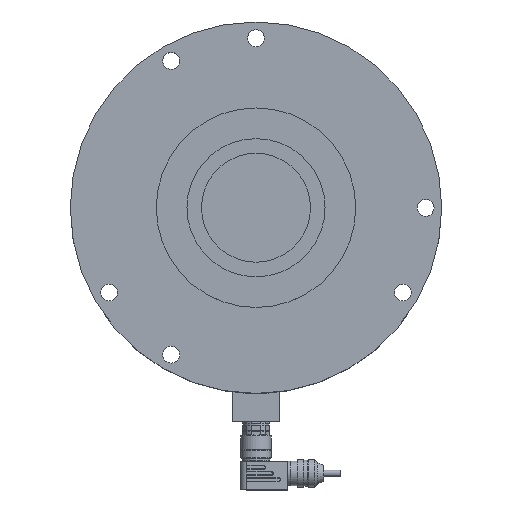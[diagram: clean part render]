
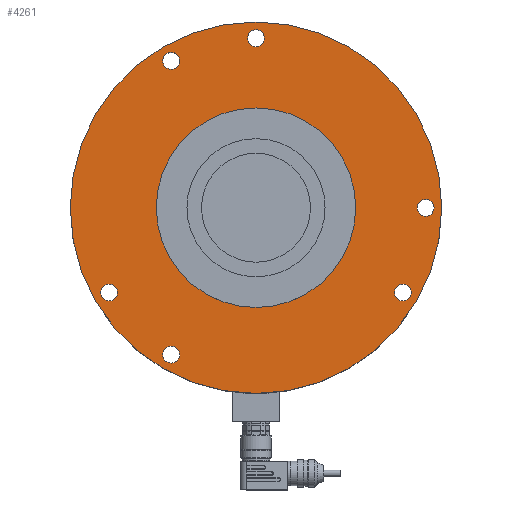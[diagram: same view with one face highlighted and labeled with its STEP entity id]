
A CAD part, top view. The second image highlights one B-rep face of the part: STEP entity #4261.
In plain terms, the highlighted planar face has unit normal (0, 0, 1).
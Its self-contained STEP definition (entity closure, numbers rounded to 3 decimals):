
#25 = FACE_OUTER_BOUND ( 'NONE', #5913, .T. ) ;
#65 = FACE_BOUND ( 'NONE', #8005, .T. ) ;
#163 = ORIENTED_EDGE ( 'NONE', *, *, #2882, .F. ) ;
#345 = ORIENTED_EDGE ( 'NONE', *, *, #2260, .T. ) ;
#488 = DIRECTION ( 'NONE',  ( 1., 0., 0. ) ) ;
#547 = ORIENTED_EDGE ( 'NONE', *, *, #769, .T. ) ;
#584 = EDGE_CURVE ( 'NONE', #6745, #6745, #7487, .T. ) ;
#718 = VERTEX_POINT ( 'NONE', #8485 ) ;
#769 = EDGE_CURVE ( 'NONE', #3508, #3508, #5436, .T. ) ;
#777 = AXIS2_PLACEMENT_3D ( 'NONE', #5796, #6611, #4635 ) ;
#845 = CARTESIAN_POINT ( 'NONE',  ( -49.75, -95.696, 36. ) ) ;
#876 = ORIENTED_EDGE ( 'NONE', *, *, #1573, .T. ) ;
#899 = DIRECTION ( 'NONE',  ( 1., 0., 0. ) ) ;
#954 = AXIS2_PLACEMENT_3D ( 'NONE', #7300, #8494, #5245 ) ;
#994 = EDGE_LOOP ( 'NONE', ( #7425 ) ) ;
#1000 = AXIS2_PLACEMENT_3D ( 'NONE', #5365, #7803, #1916 ) ;
#1128 = DIRECTION ( 'NONE',  ( 0., 0., -1. ) ) ;
#1178 = ORIENTED_EDGE ( 'NONE', *, *, #584, .T. ) ;
#1215 = DIRECTION ( 'NONE',  ( 1., 0., 0. ) ) ;
#1366 = CIRCLE ( 'NONE', #954, 121. ) ;
#1504 = CARTESIAN_POINT ( 'NONE',  ( -55.25, -95.696, 36. ) ) ;
#1573 = EDGE_CURVE ( 'NONE', #7073, #7073, #1366, .T. ) ;
#1593 = CIRCLE ( 'NONE', #3650, 5.5 ) ;
#1597 = EDGE_LOOP ( 'NONE', ( #163 ) ) ;
#1715 = AXIS2_PLACEMENT_3D ( 'NONE', #7560, #4857, #899 ) ;
#1916 = DIRECTION ( 'NONE',  ( 1., 0., 0. ) ) ;
#2003 = PLANE ( 'NONE',  #1000 ) ;
#2176 = CARTESIAN_POINT ( 'NONE',  ( -49.75, 95.696, 36. ) ) ;
#2255 = CARTESIAN_POINT ( 'NONE',  ( 110.5, 0., 36. ) ) ;
#2260 = EDGE_CURVE ( 'NONE', #6313, #6313, #5355, .T. ) ;
#2563 = FACE_BOUND ( 'NONE', #5135, .T. ) ;
#2687 = FACE_BOUND ( 'NONE', #7089, .T. ) ;
#2872 = AXIS2_PLACEMENT_3D ( 'NONE', #3282, #7057, #488 ) ;
#2882 = EDGE_CURVE ( 'NONE', #7252, #7252, #8455, .T. ) ;
#2894 = ORIENTED_EDGE ( 'NONE', *, *, #5215, .T. ) ;
#2954 = CIRCLE ( 'NONE', #7759, 5.5 ) ;
#3282 = CARTESIAN_POINT ( 'NONE',  ( 95.696, -55.25, 36. ) ) ;
#3466 = AXIS2_PLACEMENT_3D ( 'NONE', #4339, #4214, #3691 ) ;
#3508 = VERTEX_POINT ( 'NONE', #2176 ) ;
#3650 = AXIS2_PLACEMENT_3D ( 'NONE', #5817, #8467, #7862 ) ;
#3691 = DIRECTION ( 'NONE',  ( 1., 0., 0. ) ) ;
#3814 = CARTESIAN_POINT ( 'NONE',  ( -65., 0., 36. ) ) ;
#4021 = FACE_BOUND ( 'NONE', #994, .T. ) ;
#4085 = DIRECTION ( 'NONE',  ( 0., 0., -1. ) ) ;
#4138 = EDGE_CURVE ( 'NONE', #718, #718, #4160, .T. ) ;
#4150 = EDGE_LOOP ( 'NONE', ( #547 ) ) ;
#4160 = CIRCLE ( 'NONE', #3466, 5.5 ) ;
#4193 = AXIS2_PLACEMENT_3D ( 'NONE', #1504, #4085, #4695 ) ;
#4214 = DIRECTION ( 'NONE',  ( 0., 0., -1. ) ) ;
#4261 = ADVANCED_FACE ( 'NONE', ( #65, #2687, #4021, #2563, #5965, #8437, #5194, #25 ), #2003, .F. ) ;
#4339 = CARTESIAN_POINT ( 'NONE',  ( -95.696, -55.25, 36. ) ) ;
#4635 = DIRECTION ( 'NONE',  ( -1., 0., 0. ) ) ;
#4695 = DIRECTION ( 'NONE',  ( 1., 0., 0. ) ) ;
#4857 = DIRECTION ( 'NONE',  ( 0., 0., -1. ) ) ;
#4966 = VERTEX_POINT ( 'NONE', #7583 ) ;
#5135 = EDGE_LOOP ( 'NONE', ( #345 ) ) ;
#5194 = FACE_BOUND ( 'NONE', #1597, .T. ) ;
#5215 = EDGE_CURVE ( 'NONE', #8092, #8092, #1593, .T. ) ;
#5245 = DIRECTION ( 'NONE',  ( -1., 0., 0. ) ) ;
#5355 = CIRCLE ( 'NONE', #2872, 5.5 ) ;
#5365 = CARTESIAN_POINT ( 'NONE',  ( 0., -65., 36. ) ) ;
#5436 = CIRCLE ( 'NONE', #1715, 5.5 ) ;
#5789 = EDGE_LOOP ( 'NONE', ( #2894 ) ) ;
#5796 = CARTESIAN_POINT ( 'NONE',  ( 0., 0., 36. ) ) ;
#5817 = CARTESIAN_POINT ( 'NONE',  ( 0., 110.5, 36. ) ) ;
#5913 = EDGE_LOOP ( 'NONE', ( #876 ) ) ;
#5965 = FACE_BOUND ( 'NONE', #5789, .T. ) ;
#6271 = CARTESIAN_POINT ( 'NONE',  ( -121., 0., 36. ) ) ;
#6313 = VERTEX_POINT ( 'NONE', #8360 ) ;
#6362 = ORIENTED_EDGE ( 'NONE', *, *, #4138, .T. ) ;
#6611 = DIRECTION ( 'NONE',  ( 0., 0., 1. ) ) ;
#6745 = VERTEX_POINT ( 'NONE', #845 ) ;
#7057 = DIRECTION ( 'NONE',  ( 0., 0., -1. ) ) ;
#7073 = VERTEX_POINT ( 'NONE', #6271 ) ;
#7089 = EDGE_LOOP ( 'NONE', ( #6362 ) ) ;
#7252 = VERTEX_POINT ( 'NONE', #3814 ) ;
#7300 = CARTESIAN_POINT ( 'NONE',  ( 0., 0., 36. ) ) ;
#7371 = CARTESIAN_POINT ( 'NONE',  ( 5.5, 110.5, 36. ) ) ;
#7425 = ORIENTED_EDGE ( 'NONE', *, *, #7551, .T. ) ;
#7487 = CIRCLE ( 'NONE', #4193, 5.5 ) ;
#7551 = EDGE_CURVE ( 'NONE', #4966, #4966, #2954, .T. ) ;
#7560 = CARTESIAN_POINT ( 'NONE',  ( -55.25, 95.696, 36. ) ) ;
#7583 = CARTESIAN_POINT ( 'NONE',  ( 116., 0., 36. ) ) ;
#7759 = AXIS2_PLACEMENT_3D ( 'NONE', #2255, #1128, #1215 ) ;
#7803 = DIRECTION ( 'NONE',  ( 0., 0., -1. ) ) ;
#7862 = DIRECTION ( 'NONE',  ( 1., 0., 0. ) ) ;
#8005 = EDGE_LOOP ( 'NONE', ( #1178 ) ) ;
#8092 = VERTEX_POINT ( 'NONE', #7371 ) ;
#8360 = CARTESIAN_POINT ( 'NONE',  ( 101.196, -55.25, 36. ) ) ;
#8437 = FACE_BOUND ( 'NONE', #4150, .T. ) ;
#8455 = CIRCLE ( 'NONE', #777, 65. ) ;
#8467 = DIRECTION ( 'NONE',  ( 0., 0., -1. ) ) ;
#8485 = CARTESIAN_POINT ( 'NONE',  ( -90.196, -55.25, 36. ) ) ;
#8494 = DIRECTION ( 'NONE',  ( 0., 0., 1. ) ) ;
